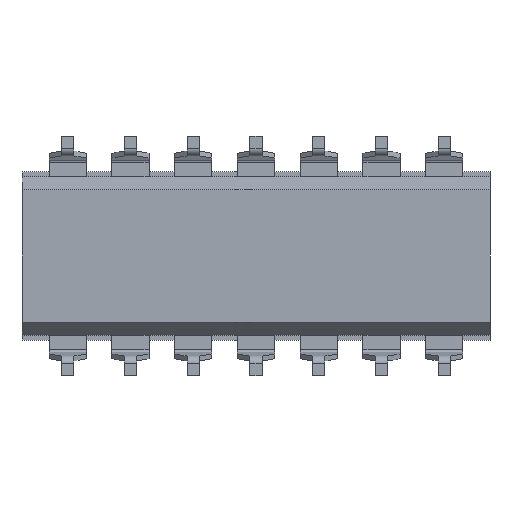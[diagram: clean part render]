
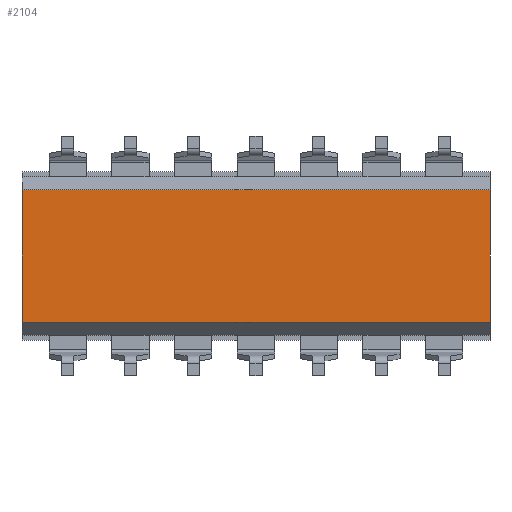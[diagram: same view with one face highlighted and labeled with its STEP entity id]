
A CAD part, front view. The second image highlights one B-rep face of the part: STEP entity #2104.
In plain terms, the highlighted planar face has unit normal (0, -1, 0).
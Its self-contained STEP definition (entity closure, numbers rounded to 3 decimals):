
#186 = VECTOR ( 'NONE', #15400, 1000. ) ;
#513 = EDGE_CURVE ( 'NONE', #9138, #10470, #7242, .T. ) ;
#518 = VERTEX_POINT ( 'NONE', #16606 ) ;
#1761 = DIRECTION ( 'NONE',  ( 0., 0., 1. ) ) ;
#2098 = ORIENTED_EDGE ( 'NONE', *, *, #3947, .T. ) ;
#2104 = ADVANCED_FACE ( 'NONE', ( #12191 ), #18090, .F. ) ;
#2197 = LINE ( 'NONE', #14722, #18211 ) ;
#3055 = LINE ( 'NONE', #15603, #186 ) ;
#3123 = LINE ( 'NONE', #10924, #10645 ) ;
#3947 = EDGE_CURVE ( 'NONE', #9138, #20002, #2197, .T. ) ;
#4606 = EDGE_CURVE ( 'NONE', #20002, #518, #3123, .T. ) ;
#5140 = DIRECTION ( 'NONE',  ( -1., 0., 0. ) ) ;
#7146 = DIRECTION ( 'NONE',  ( 0., 0., -1. ) ) ;
#7242 = LINE ( 'NONE', #8719, #9576 ) ;
#8719 = CARTESIAN_POINT ( 'NONE',  ( 9.47, 0.5, -2.68 ) ) ;
#8758 = CARTESIAN_POINT ( 'NONE',  ( 9.47, 0.5, -2.68 ) ) ;
#9138 = VERTEX_POINT ( 'NONE', #12445 ) ;
#9400 = DIRECTION ( 'NONE',  ( 0., 0., -1. ) ) ;
#9576 = VECTOR ( 'NONE', #7146, 1000. ) ;
#10103 = CARTESIAN_POINT ( 'NONE',  ( 9.47, 0.5, -2.68 ) ) ;
#10470 = VERTEX_POINT ( 'NONE', #10103 ) ;
#10645 = VECTOR ( 'NONE', #9400, 1000. ) ;
#10795 = EDGE_CURVE ( 'NONE', #10470, #518, #3055, .T. ) ;
#10924 = CARTESIAN_POINT ( 'NONE',  ( -9.47, 0.5, -2.68 ) ) ;
#11335 = ORIENTED_EDGE ( 'NONE', *, *, #513, .F. ) ;
#12191 = FACE_OUTER_BOUND ( 'NONE', #14671, .T. ) ;
#12445 = CARTESIAN_POINT ( 'NONE',  ( 9.47, 0.5, 2.68 ) ) ;
#12983 = ORIENTED_EDGE ( 'NONE', *, *, #10795, .F. ) ;
#14671 = EDGE_LOOP ( 'NONE', ( #17353, #12983, #11335, #2098 ) ) ;
#14722 = CARTESIAN_POINT ( 'NONE',  ( 9.47, 0.5, 2.68 ) ) ;
#15400 = DIRECTION ( 'NONE',  ( -1., 0., 0. ) ) ;
#15523 = DIRECTION ( 'NONE',  ( 0., 1., 0. ) ) ;
#15603 = CARTESIAN_POINT ( 'NONE',  ( 9.47, 0.5, -2.68 ) ) ;
#16606 = CARTESIAN_POINT ( 'NONE',  ( -9.47, 0.5, -2.68 ) ) ;
#17353 = ORIENTED_EDGE ( 'NONE', *, *, #4606, .T. ) ;
#17371 = AXIS2_PLACEMENT_3D ( 'NONE', #8758, #15523, #1761 ) ;
#18090 = PLANE ( 'NONE',  #17371 ) ;
#18211 = VECTOR ( 'NONE', #5140, 1000. ) ;
#19062 = CARTESIAN_POINT ( 'NONE',  ( -9.47, 0.5, 2.68 ) ) ;
#20002 = VERTEX_POINT ( 'NONE', #19062 ) ;
